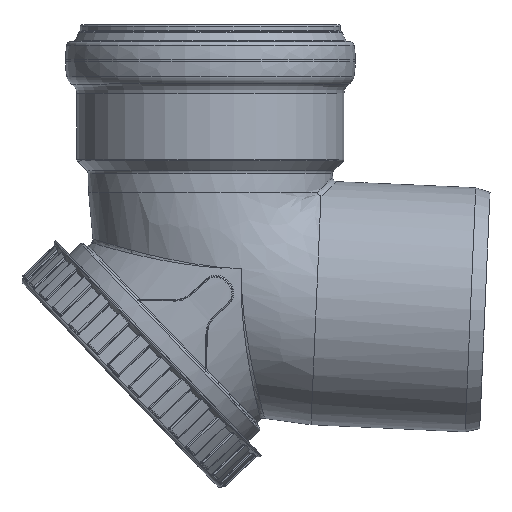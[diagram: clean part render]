
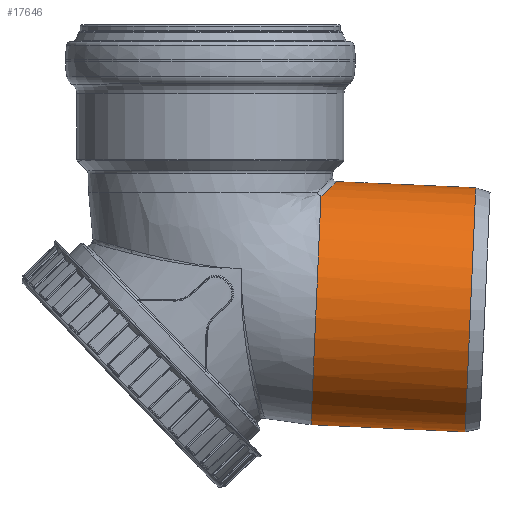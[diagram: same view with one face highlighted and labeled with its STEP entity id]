
A CAD part, top view. The second image highlights one B-rep face of the part: STEP entity #17646.
In plain terms, the highlighted cylindrical face has radius 55.15 mm (diameter 110.3 mm), a full revolution.
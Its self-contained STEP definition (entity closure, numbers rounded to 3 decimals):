
#491=CIRCLE('',#18940,55.15);
#492=CIRCLE('',#18941,55.15);
#1566=ELLIPSE('',#18935,77.683,55.15);
#1567=ELLIPSE('',#18936,77.683,55.15);
#1863=LINE('',#32826,#2528);
#2528=VECTOR('',#21308,55.15);
#3142=CYLINDRICAL_SURFACE('',#18939,55.15);
#3659=FACE_OUTER_BOUND('',#4847,.T.);
#4847=EDGE_LOOP('',(#12291,#12292,#12293,#12294,#12295,#12296));
#7068=VERTEX_POINT('',#32712);
#7070=VERTEX_POINT('',#32766);
#7071=VERTEX_POINT('',#32768);
#7074=VERTEX_POINT('',#32824);
#8952=EDGE_CURVE('',#7068,#7070,#1566,.T.);
#8953=EDGE_CURVE('',#7070,#7071,#1567,.T.);
#8957=EDGE_CURVE('',#7074,#7074,#491,.T.);
#8958=EDGE_CURVE('',#7074,#7070,#1863,.T.);
#8959=EDGE_CURVE('',#7071,#7068,#492,.T.);
#12291=ORIENTED_EDGE('',*,*,#8957,.F.);
#12292=ORIENTED_EDGE('',*,*,#8958,.T.);
#12293=ORIENTED_EDGE('',*,*,#8952,.F.);
#12294=ORIENTED_EDGE('',*,*,#8959,.F.);
#12295=ORIENTED_EDGE('',*,*,#8953,.F.);
#12296=ORIENTED_EDGE('',*,*,#8958,.F.);
#17646=ADVANCED_FACE('',(#3659),#3142,.T.);
#18935=AXIS2_PLACEMENT_3D('',#32767,#21296,#21297);
#18936=AXIS2_PLACEMENT_3D('',#32769,#21298,#21299);
#18939=AXIS2_PLACEMENT_3D('',#32823,#21304,#21305);
#18940=AXIS2_PLACEMENT_3D('',#32825,#21306,#21307);
#18941=AXIS2_PLACEMENT_3D('',#32827,#21309,#21310);
#21296=DIRECTION('center_axis',(-0.679,0.735,0.));
#21297=DIRECTION('ref_axis',(0.735,0.679,0.));
#21298=DIRECTION('center_axis',(-0.679,0.735,0.));
#21299=DIRECTION('ref_axis',(0.735,0.679,0.));
#21304=DIRECTION('center_axis',(0.999,-0.044,0.));
#21305=DIRECTION('ref_axis',(-0.044,-0.999,0.));
#21306=DIRECTION('center_axis',(0.999,-0.044,0.));
#21307=DIRECTION('ref_axis',(0.044,0.999,0.));
#21308=DIRECTION('',(-0.999,0.044,0.));
#21309=DIRECTION('center_axis',(-0.999,0.044,0.));
#21310=DIRECTION('ref_axis',(0.044,0.999,0.));
#32712=CARTESIAN_POINT('',(49.924,46.116,26.71));
#32766=CARTESIAN_POINT('',(57.063,52.711,0.));
#32767=CARTESIAN_POINT('Origin',(0.,0.,
0.));
#32768=CARTESIAN_POINT('',(49.924,46.116,-26.71));
#32769=CARTESIAN_POINT('Origin',(0.,0.,
0.));
#32823=CARTESIAN_POINT('Origin',(82.671,-3.61,0.));
#32824=CARTESIAN_POINT('',(119.794,49.972,0.));
#32825=CARTESIAN_POINT('Origin',(117.388,-5.125,0.));
#32826=CARTESIAN_POINT('',(85.077,51.488,0.));
#32827=CARTESIAN_POINT('Origin',(47.819,-2.088,0.));
